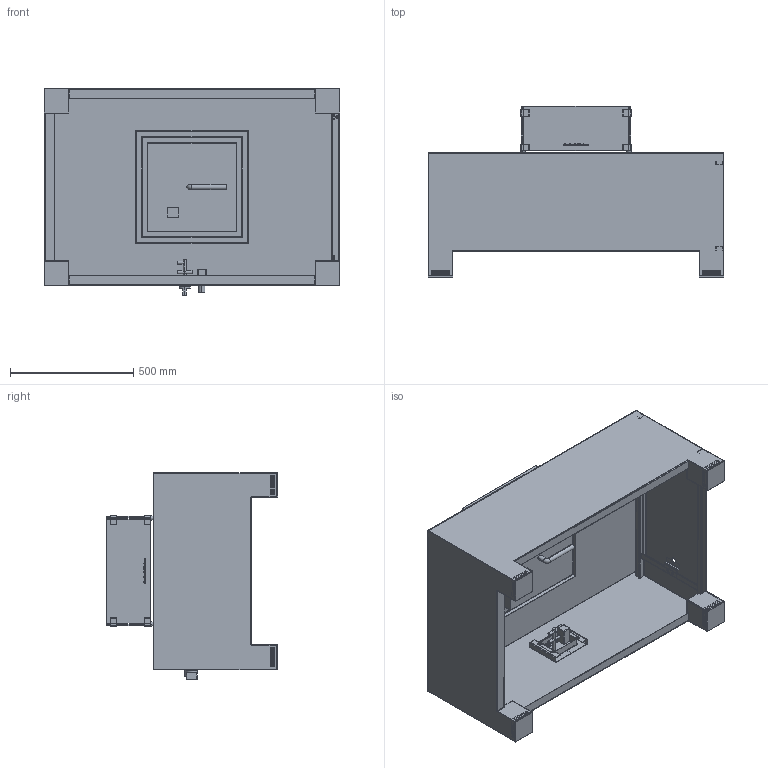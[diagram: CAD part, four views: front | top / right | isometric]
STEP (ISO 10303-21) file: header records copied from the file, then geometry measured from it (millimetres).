
FILE_DESCRIPTION (( 'STEP AP203' ), '1' );
FILE_NAME ('BRANN- VBC1 With Glass.STEP', '2021-05-05T12:01:03', ( '' ), ( '' ), 'SwSTEP 2.0', 'SolidWorks 2020', '' );
FILE_SCHEMA (( 'CONFIG_CONTROL_DESIGN' ));
Length unit declared in the file: millimetre
Products named in the file (30): prevailing torque nut style 1 insert_din_DIN EN ISO 7040 - M6 - N; BRANN glas klem; BRANN- VBC1 connection bediening; socket countersunk head screw_din_DIN 7991 - M3 x 8 --- 4.8N; BURNI Gas unit; BRANN glas; BRANN- VBC1  PA 6x8x10x10x2 DIN1494; BRANN- VBC1 base; BRANN- VBC1 door base; BRANN- VBC1 side door 2; BRANN- VBC1 top plate; BRANN- VBC1 side door; BRANN- VBC1 side bediening; BRANN- VBC1 door strip 1; BRANN- VBC1 leg; BRANN- VBC1 magnetic plate; BRANN- VBC1 side door 3; BRANN Glasset; BRANN-  VBC1 door pen; BRANN- VBC1 Door; BRANN- VBC1 side; BRANN- VBC1 Plastic feet 100x100; Magnetic lock 2; BRANN glas klem - boven; BRANN- VBC1 Reinforcement 2; BRANN- VBC1 Reinforcement 1; BRANN- VBC1 With Glass; BURNI Regulator; BRANN- VBC1 side 2; BRANN- VBC1 top
Assembly tree (49 placements, depth 3):
  BRANN- VBC1 With Glass
    BRANN- VBC1 base
      BRANN- VBC1 top
      BRANN- VBC1 side
      BRANN- VBC1 leg  x4
      BRANN- VBC1 side bediening
      BRANN- VBC1 connection bediening  x2
      BRANN- VBC1 side door
      BRANN- VBC1 top plate
      BRANN- VBC1 side 2
      BRANN- VBC1  PA 6x8x10x10x2 DIN1494  x2
      Magnetic lock 2
      socket countersunk head screw_din_DIN 7991 - M3 x 8 --- 4.8N  x2
      BRANN- VBC1 Reinforcement 1
      BRANN- VBC1 Reinforcement 2
      BRANN- VBC1 side door 3
      BRANN- VBC1 side door 2
    BRANN- VBC1 Door
      BRANN- VBC1 door base
      BRANN- VBC1  PA 6x8x10x10x2 DIN1494  x2
      BRANN- VBC1 magnetic plate
      BRANN- VBC1 door strip 1
    BRANN- VBC1 Plastic feet 100x100  x4
    BURNI Gas unit
    BURNI Regulator
    BRANN-  VBC1 door pen
    prevailing torque nut style 1 insert_din_DIN EN ISO 7040 - M6 - N
    BRANN Glasset
      BRANN glas  x4
      BRANN glas klem  x4
      BRANN glas klem - boven  x4
Bounding box: 1200 x 696 x 840 mm (x, y, z)
Volume: 8984408.7 mm3; surface area: 7460503 mm2
Topology: 138 solids, 138 shells, 2967 faces, 7466 edges, 4818 vertices
Faces by surface type: plane 1705, cylinder 628, bspline 496, cone 74, torus 44, sphere 20
Entity records: 49810 total; most frequent: CARTESIAN_POINT 17750, ORIENTED_EDGE 6066, DIRECTION 5383, EDGE_CURVE 3033, LINE 2043, VECTOR 2043, VERTEX_POINT 1929, AXIS2_PLACEMENT_3D 1670
